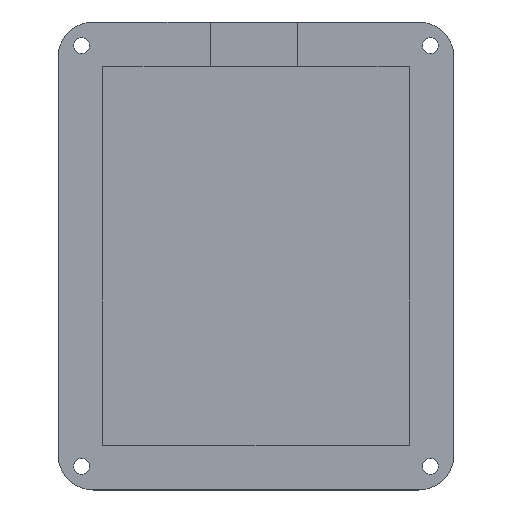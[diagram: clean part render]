
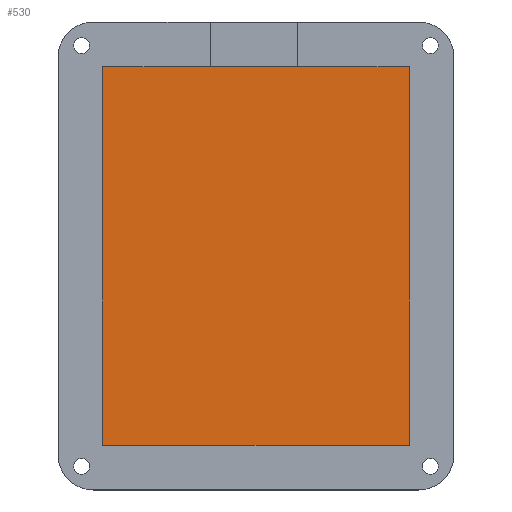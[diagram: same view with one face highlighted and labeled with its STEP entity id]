
A CAD part, top view. The second image highlights one B-rep face of the part: STEP entity #530.
In plain terms, the highlighted planar face has unit normal (0, 0, 1).
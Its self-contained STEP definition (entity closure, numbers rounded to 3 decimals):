
#40=PLANE('',#587);
#62=FACE_OUTER_BOUND('',#96,.T.);
#96=EDGE_LOOP('',(#437,#438,#439,#440));
#154=LINE('',#873,#202);
#156=LINE('',#877,#204);
#157=LINE('',#879,#205);
#158=LINE('',#880,#206);
#202=VECTOR('',#704,10.);
#204=VECTOR('',#708,10.);
#205=VECTOR('',#709,10.);
#206=VECTOR('',#710,10.);
#273=VERTEX_POINT('',#870);
#274=VERTEX_POINT('',#872);
#275=VERTEX_POINT('',#876);
#276=VERTEX_POINT('',#878);
#334=EDGE_CURVE('',#273,#274,#154,.T.);
#336=EDGE_CURVE('',#275,#273,#156,.T.);
#337=EDGE_CURVE('',#276,#275,#157,.T.);
#338=EDGE_CURVE('',#274,#276,#158,.T.);
#437=ORIENTED_EDGE('',*,*,#334,.F.);
#438=ORIENTED_EDGE('',*,*,#336,.F.);
#439=ORIENTED_EDGE('',*,*,#337,.F.);
#440=ORIENTED_EDGE('',*,*,#338,.F.);
#530=ADVANCED_FACE('',(#62),#40,.T.);
#587=AXIS2_PLACEMENT_3D('',#875,#706,#707);
#704=DIRECTION('',(1.,0.,0.));
#706=DIRECTION('center_axis',(0.,0.,1.));
#707=DIRECTION('ref_axis',(1.,0.,0.));
#708=DIRECTION('',(0.,1.,0.));
#709=DIRECTION('',(-1.,0.,0.));
#710=DIRECTION('',(0.,-1.,0.));
#870=CARTESIAN_POINT('',(-32.55,40.2,3.));
#872=CARTESIAN_POINT('',(32.55,40.2,3.));
#873=CARTESIAN_POINT('',(-16.275,40.2,3.));
#875=CARTESIAN_POINT('Origin',(0.,0.,
3.));
#876=CARTESIAN_POINT('',(-32.55,-40.2,3.));
#877=CARTESIAN_POINT('',(-32.55,-20.1,3.));
#878=CARTESIAN_POINT('',(32.55,-40.2,3.));
#879=CARTESIAN_POINT('',(16.275,-40.2,3.));
#880=CARTESIAN_POINT('',(32.55,20.1,3.));
